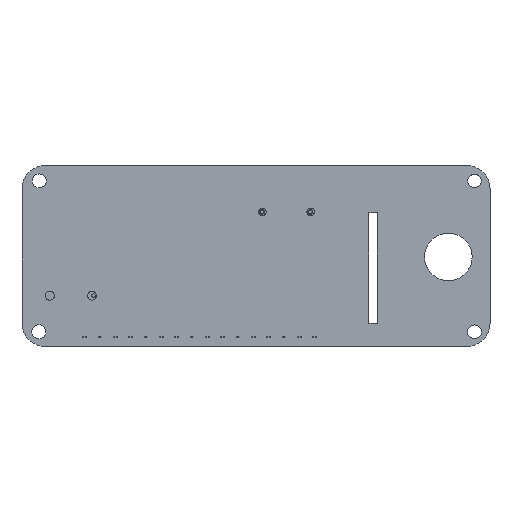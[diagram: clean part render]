
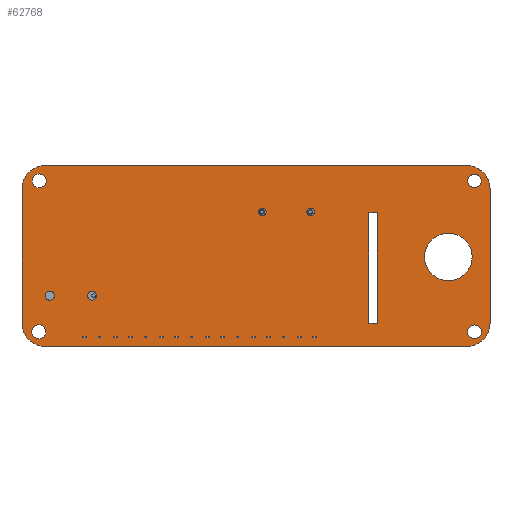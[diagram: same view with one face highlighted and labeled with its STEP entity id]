
A CAD part, top view. The second image highlights one B-rep face of the part: STEP entity #62768.
In plain terms, the highlighted planar face has unit normal (0, 0, 1).
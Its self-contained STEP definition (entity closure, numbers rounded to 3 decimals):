
#62486 = VERTEX_POINT('',#62487);
#62487 = CARTESIAN_POINT('',(73.185,34.034,1.6));
#62493 = EDGE_CURVE('',#62486,#62494,#62496,.T.);
#62494 = VERTEX_POINT('',#62495);
#62495 = CARTESIAN_POINT('',(77.048,30.172,1.6));
#62496 = CIRCLE('',#62497,3.862);
#62497 = AXIS2_PLACEMENT_3D('',#62498,#62499,#62500);
#62498 = CARTESIAN_POINT('',(73.185,30.172,1.6));
#62499 = DIRECTION('',(0.,0.,-1.));
#62500 = DIRECTION('',(0.,1.,0.));
#62528 = VERTEX_POINT('',#62529);
#62529 = CARTESIAN_POINT('',(3.388,34.034,1.6));
#62535 = EDGE_CURVE('',#62528,#62486,#62536,.T.);
#62536 = LINE('',#62537,#62538);
#62537 = CARTESIAN_POINT('',(3.388,34.034,1.6));
#62538 = VECTOR('',#62539,1.);
#62539 = DIRECTION('',(1.,0.,0.));
#62557 = EDGE_CURVE('',#62494,#62558,#62560,.T.);
#62558 = VERTEX_POINT('',#62559);
#62559 = CARTESIAN_POINT('',(77.048,7.925,1.6));
#62560 = LINE('',#62561,#62562);
#62561 = CARTESIAN_POINT('',(77.048,30.172,1.6));
#62562 = VECTOR('',#62563,1.);
#62563 = DIRECTION('',(0.,-1.,0.));
#62768 = ADVANCED_FACE('',(#62769,#62815,#62826,#62837,#62848,#62859,
    #62893,#62904,#62915,#62926,#62937),#62948,.T.);
#62769 = FACE_BOUND('',#62770,.T.);
#62770 = EDGE_LOOP('',(#62771,#62772,#62773,#62782,#62790,#62799,#62807,
    #62814));
#62771 = ORIENTED_EDGE('',*,*,#62493,.F.);
#62772 = ORIENTED_EDGE('',*,*,#62535,.F.);
#62773 = ORIENTED_EDGE('',*,*,#62774,.F.);
#62774 = EDGE_CURVE('',#62775,#62528,#62777,.T.);
#62775 = VERTEX_POINT('',#62776);
#62776 = CARTESIAN_POINT('',(-0.475,30.172,1.6));
#62777 = CIRCLE('',#62778,3.863);
#62778 = AXIS2_PLACEMENT_3D('',#62779,#62780,#62781);
#62779 = CARTESIAN_POINT('',(3.388,30.172,1.6));
#62780 = DIRECTION('',(0.,0.,-1.));
#62781 = DIRECTION('',(-1.,0.,0.));
#62782 = ORIENTED_EDGE('',*,*,#62783,.F.);
#62783 = EDGE_CURVE('',#62784,#62775,#62786,.T.);
#62784 = VERTEX_POINT('',#62785);
#62785 = CARTESIAN_POINT('',(-0.475,7.925,1.6));
#62786 = LINE('',#62787,#62788);
#62787 = CARTESIAN_POINT('',(-0.475,7.925,1.6));
#62788 = VECTOR('',#62789,1.);
#62789 = DIRECTION('',(0.,1.,0.));
#62790 = ORIENTED_EDGE('',*,*,#62791,.F.);
#62791 = EDGE_CURVE('',#62792,#62784,#62794,.T.);
#62792 = VERTEX_POINT('',#62793);
#62793 = CARTESIAN_POINT('',(3.388,4.062,1.6));
#62794 = CIRCLE('',#62795,3.863);
#62795 = AXIS2_PLACEMENT_3D('',#62796,#62797,#62798);
#62796 = CARTESIAN_POINT('',(3.388,7.925,1.6));
#62797 = DIRECTION('',(0.,0.,-1.));
#62798 = DIRECTION('',(0.,-1.,0.));
#62799 = ORIENTED_EDGE('',*,*,#62800,.F.);
#62800 = EDGE_CURVE('',#62801,#62792,#62803,.T.);
#62801 = VERTEX_POINT('',#62802);
#62802 = CARTESIAN_POINT('',(73.185,4.062,1.6));
#62803 = LINE('',#62804,#62805);
#62804 = CARTESIAN_POINT('',(73.185,4.062,1.6));
#62805 = VECTOR('',#62806,1.);
#62806 = DIRECTION('',(-1.,0.,0.));
#62807 = ORIENTED_EDGE('',*,*,#62808,.F.);
#62808 = EDGE_CURVE('',#62558,#62801,#62809,.T.);
#62809 = CIRCLE('',#62810,3.863);
#62810 = AXIS2_PLACEMENT_3D('',#62811,#62812,#62813);
#62811 = CARTESIAN_POINT('',(73.185,7.925,1.6));
#62812 = DIRECTION('',(0.,0.,-1.));
#62813 = DIRECTION('',(1.,0.,0.));
#62814 = ORIENTED_EDGE('',*,*,#62557,.F.);
#62815 = FACE_BOUND('',#62816,.T.);
#62816 = EDGE_LOOP('',(#62817));
#62817 = ORIENTED_EDGE('',*,*,#62818,.F.);
#62818 = EDGE_CURVE('',#62819,#62819,#62821,.T.);
#62819 = VERTEX_POINT('',#62820);
#62820 = CARTESIAN_POINT('',(3.488,6.518,1.6));
#62821 = CIRCLE('',#62822,1.164);
#62822 = AXIS2_PLACEMENT_3D('',#62823,#62824,#62825);
#62823 = CARTESIAN_POINT('',(2.324,6.518,1.6));
#62824 = DIRECTION('',(0.,0.,1.));
#62825 = DIRECTION('',(1.,0.,-0.));
#62826 = FACE_BOUND('',#62827,.T.);
#62827 = EDGE_LOOP('',(#62828));
#62828 = ORIENTED_EDGE('',*,*,#62829,.T.);
#62829 = EDGE_CURVE('',#62830,#62830,#62832,.T.);
#62830 = VERTEX_POINT('',#62831);
#62831 = CARTESIAN_POINT('',(4.125,11.72,1.6));
#62832 = CIRCLE('',#62833,0.75);
#62833 = AXIS2_PLACEMENT_3D('',#62834,#62835,#62836);
#62834 = CARTESIAN_POINT('',(4.125,12.47,1.6));
#62835 = DIRECTION('',(-0.,0.,-1.));
#62836 = DIRECTION('',(-0.,-1.,0.));
#62837 = FACE_BOUND('',#62838,.T.);
#62838 = EDGE_LOOP('',(#62839));
#62839 = ORIENTED_EDGE('',*,*,#62840,.T.);
#62840 = EDGE_CURVE('',#62841,#62841,#62843,.T.);
#62841 = VERTEX_POINT('',#62842);
#62842 = CARTESIAN_POINT('',(11.125,11.72,1.6));
#62843 = CIRCLE('',#62844,0.75);
#62844 = AXIS2_PLACEMENT_3D('',#62845,#62846,#62847);
#62845 = CARTESIAN_POINT('',(11.125,12.47,1.6));
#62846 = DIRECTION('',(-0.,0.,-1.));
#62847 = DIRECTION('',(-0.,-1.,0.));
#62848 = FACE_BOUND('',#62849,.T.);
#62849 = EDGE_LOOP('',(#62850));
#62850 = ORIENTED_EDGE('',*,*,#62851,.F.);
#62851 = EDGE_CURVE('',#62852,#62852,#62854,.T.);
#62852 = VERTEX_POINT('',#62853);
#62853 = CARTESIAN_POINT('',(75.63,6.475,1.6));
#62854 = CIRCLE('',#62855,1.148);
#62855 = AXIS2_PLACEMENT_3D('',#62856,#62857,#62858);
#62856 = CARTESIAN_POINT('',(74.481,6.475,1.6));
#62857 = DIRECTION('',(0.,0.,1.));
#62858 = DIRECTION('',(1.,0.,-0.));
#62859 = FACE_BOUND('',#62860,.T.);
#62860 = EDGE_LOOP('',(#62861,#62871,#62879,#62887));
#62861 = ORIENTED_EDGE('',*,*,#62862,.F.);
#62862 = EDGE_CURVE('',#62863,#62865,#62867,.T.);
#62863 = VERTEX_POINT('',#62864);
#62864 = CARTESIAN_POINT('',(56.995,7.874,1.6));
#62865 = VERTEX_POINT('',#62866);
#62866 = CARTESIAN_POINT('',(58.392,7.874,1.6));
#62867 = LINE('',#62868,#62869);
#62868 = CARTESIAN_POINT('',(56.995,7.874,1.6));
#62869 = VECTOR('',#62870,1.);
#62870 = DIRECTION('',(1.,0.,0.));
#62871 = ORIENTED_EDGE('',*,*,#62872,.F.);
#62872 = EDGE_CURVE('',#62873,#62863,#62875,.T.);
#62873 = VERTEX_POINT('',#62874);
#62874 = CARTESIAN_POINT('',(56.995,26.213,1.6));
#62875 = LINE('',#62876,#62877);
#62876 = CARTESIAN_POINT('',(56.995,26.213,1.6));
#62877 = VECTOR('',#62878,1.);
#62878 = DIRECTION('',(0.,-1.,0.));
#62879 = ORIENTED_EDGE('',*,*,#62880,.F.);
#62880 = EDGE_CURVE('',#62881,#62873,#62883,.T.);
#62881 = VERTEX_POINT('',#62882);
#62882 = CARTESIAN_POINT('',(58.392,26.213,1.6));
#62883 = LINE('',#62884,#62885);
#62884 = CARTESIAN_POINT('',(58.392,26.213,1.6));
#62885 = VECTOR('',#62886,1.);
#62886 = DIRECTION('',(-1.,0.,0.));
#62887 = ORIENTED_EDGE('',*,*,#62888,.F.);
#62888 = EDGE_CURVE('',#62865,#62881,#62889,.T.);
#62889 = LINE('',#62890,#62891);
#62890 = CARTESIAN_POINT('',(58.392,7.874,1.6));
#62891 = VECTOR('',#62892,1.);
#62892 = DIRECTION('',(0.,1.,0.));
#62893 = FACE_BOUND('',#62894,.T.);
#62894 = EDGE_LOOP('',(#62895));
#62895 = ORIENTED_EDGE('',*,*,#62896,.F.);
#62896 = EDGE_CURVE('',#62897,#62897,#62899,.T.);
#62897 = VERTEX_POINT('',#62898);
#62898 = CARTESIAN_POINT('',(74.095,18.898,1.6));
#62899 = CIRCLE('',#62900,3.942);
#62900 = AXIS2_PLACEMENT_3D('',#62901,#62902,#62903);
#62901 = CARTESIAN_POINT('',(70.153,18.898,1.6));
#62902 = DIRECTION('',(0.,0.,1.));
#62903 = DIRECTION('',(1.,0.,-0.));
#62904 = FACE_BOUND('',#62905,.T.);
#62905 = EDGE_LOOP('',(#62906));
#62906 = ORIENTED_EDGE('',*,*,#62907,.F.);
#62907 = EDGE_CURVE('',#62908,#62908,#62910,.T.);
#62908 = VERTEX_POINT('',#62909);
#62909 = CARTESIAN_POINT('',(3.52,31.494,1.6));
#62910 = CIRCLE('',#62911,1.144);
#62911 = AXIS2_PLACEMENT_3D('',#62912,#62913,#62914);
#62912 = CARTESIAN_POINT('',(2.376,31.494,1.6));
#62913 = DIRECTION('',(0.,0.,1.));
#62914 = DIRECTION('',(1.,0.,-0.));
#62915 = FACE_BOUND('',#62916,.T.);
#62916 = EDGE_LOOP('',(#62917));
#62917 = ORIENTED_EDGE('',*,*,#62918,.T.);
#62918 = EDGE_CURVE('',#62919,#62919,#62921,.T.);
#62919 = VERTEX_POINT('',#62920);
#62920 = CARTESIAN_POINT('',(39.354,25.74,1.6));
#62921 = CIRCLE('',#62922,0.625);
#62922 = AXIS2_PLACEMENT_3D('',#62923,#62924,#62925);
#62923 = CARTESIAN_POINT('',(39.354,26.365,1.6));
#62924 = DIRECTION('',(-0.,0.,-1.));
#62925 = DIRECTION('',(-0.,-1.,0.));
#62926 = FACE_BOUND('',#62927,.T.);
#62927 = EDGE_LOOP('',(#62928));
#62928 = ORIENTED_EDGE('',*,*,#62929,.T.);
#62929 = EDGE_CURVE('',#62930,#62930,#62932,.T.);
#62930 = VERTEX_POINT('',#62931);
#62931 = CARTESIAN_POINT('',(47.334,25.74,1.6));
#62932 = CIRCLE('',#62933,0.625);
#62933 = AXIS2_PLACEMENT_3D('',#62934,#62935,#62936);
#62934 = CARTESIAN_POINT('',(47.334,26.365,1.6));
#62935 = DIRECTION('',(-0.,0.,-1.));
#62936 = DIRECTION('',(-0.,-1.,0.));
#62937 = FACE_BOUND('',#62938,.T.);
#62938 = EDGE_LOOP('',(#62939));
#62939 = ORIENTED_EDGE('',*,*,#62940,.F.);
#62940 = EDGE_CURVE('',#62941,#62941,#62943,.T.);
#62941 = VERTEX_POINT('',#62942);
#62942 = CARTESIAN_POINT('',(75.598,31.494,1.6));
#62943 = CIRCLE('',#62944,1.123);
#62944 = AXIS2_PLACEMENT_3D('',#62945,#62946,#62947);
#62945 = CARTESIAN_POINT('',(74.475,31.494,1.6));
#62946 = DIRECTION('',(0.,0.,1.));
#62947 = DIRECTION('',(1.,0.,-0.));
#62948 = PLANE('',#62949);
#62949 = AXIS2_PLACEMENT_3D('',#62950,#62951,#62952);
#62950 = CARTESIAN_POINT('',(0.,0.,1.6));
#62951 = DIRECTION('',(0.,0.,1.));
#62952 = DIRECTION('',(1.,0.,-0.));
